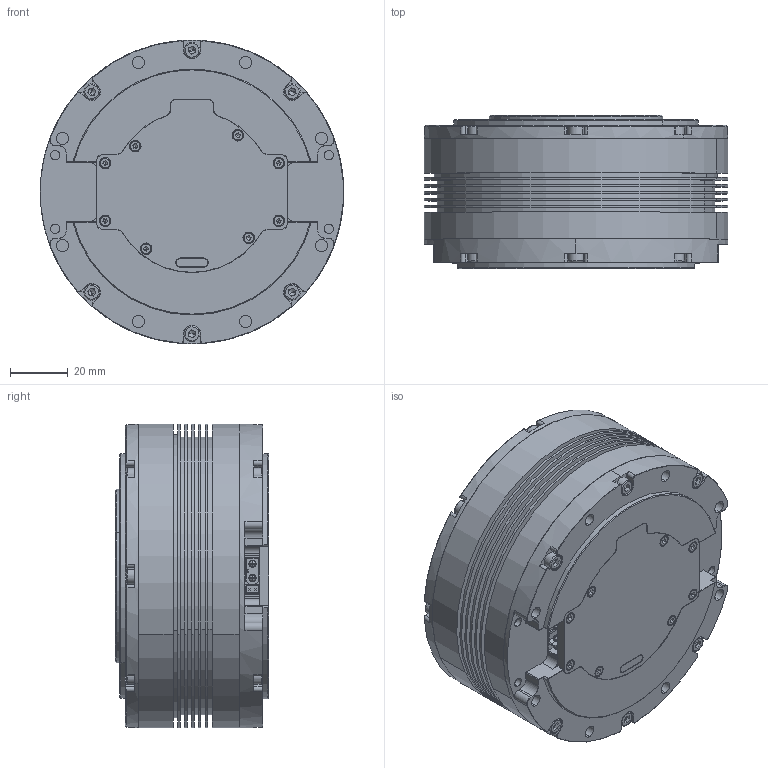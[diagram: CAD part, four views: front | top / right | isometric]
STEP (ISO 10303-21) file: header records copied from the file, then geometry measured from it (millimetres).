
FILE_DESCRIPTION (( 'STEP AP214' ), '1' );
FILE_NAME ('EC-8112-P1-18.STEP', '2023-05-30T03:48:59', ( 'User' ), ( 'China' ), 'SwSTEP 2.0', 'SolidWorks 2019', '' );
FILE_SCHEMA (( 'AUTOMOTIVE_DESIGN' ));
Length unit declared in the file: millimetre
Products named in the file (17): 葩璃 (2) ^_EC-8112-P1-18(2)_EC-8112-P1-18; 葩璃 (3) ^_EC-8112-P1-18(2)_EC-8112-P1-18; EC-8112-P1-18; ^_EC-8112-P1-18(2)_EC-8112-P1-18; EC-8112-P1-18(2)^EC-8112-P1-18; 葩璃 (4) ^_EC-8112-P1-18(2)_EC-8112-P1-18; ^EC-8112-P1-18(2)_EC-8112-P1-18; 葩璃 (10) ^_EC-8112-P1-18(2)_EC-8112-P1-18; 葩璃 (5) ^_EC-8112-P1-18(2)_EC-8112-P1-18; XT30PW 2+2-M^__EC-8112-P1-18(2)_EC-8112-P1-18; 葩璃 (9) ^_EC-8112-P1-18(2)_EC-8112-P1-18; 葩璃 (7) ^_EC-8112-P1-18(2)_EC-8112-P1-18; 葩璃 (8) ^_EC-8112-P1-18(2)_EC-8112-P1-18; 葩璃 (6) ^_EC-8112-P1-18(2)_EC-8112-P1-18; 葩璃 (11) ^_EC-8112-P1-18(2)_EC-8112-P1-18; 葩璃 (12) ^_EC-8112-P1-18(2)_EC-8112-P1-18
Assembly tree (41 placements, depth 5):
  EC-8112-P1-18
    EC-8112-P1-18(2)^EC-8112-P1-18
      ^EC-8112-P1-18(2)_EC-8112-P1-18
        ^_EC-8112-P1-18(2)_EC-8112-P1-18
          XT30PW 2+2-M^__EC-8112-P1-18(2)_EC-8112-P1-18  x2
        ^_EC-8112-P1-18(2)_EC-8112-P1-18
        葩璃 (2) ^_EC-8112-P1-18(2)_EC-8112-P1-18
        葩璃 (3) ^_EC-8112-P1-18(2)_EC-8112-P1-18
        葩璃 (4) ^_EC-8112-P1-18(2)_EC-8112-P1-18
        葩璃 (5) ^_EC-8112-P1-18(2)_EC-8112-P1-18
        葩璃 (6) ^_EC-8112-P1-18(2)_EC-8112-P1-18
        葩璃 (7) ^_EC-8112-P1-18(2)_EC-8112-P1-18
        葩璃 (8) ^_EC-8112-P1-18(2)_EC-8112-P1-18  x6
        葩璃 (9) ^_EC-8112-P1-18(2)_EC-8112-P1-18  x4
        葩璃 (10) ^_EC-8112-P1-18(2)_EC-8112-P1-18  x4
        葩璃 (11) ^_EC-8112-P1-18(2)_EC-8112-P1-18  x14
        葩璃 (12) ^_EC-8112-P1-18(2)_EC-8112-P1-18
Bounding box: 105 x 53 x 105 mm (x, y, z)
Volume: 121697 mm3; surface area: 103751.2 mm2
Topology: 38 solids, 42 shells, 2566 faces, 6556 edges, 4178 vertices
Faces by surface type: plane 1440, cylinder 716, cone 309, torus 77, bspline 24
Entity records: 47743 total; most frequent: CARTESIAN_POINT 10059, DIRECTION 7996, ORIENTED_EDGE 7578, EDGE_CURVE 3789, AXIS2_PLACEMENT_3D 2932, VERTEX_POINT 2445, LINE 2132, VECTOR 2132
